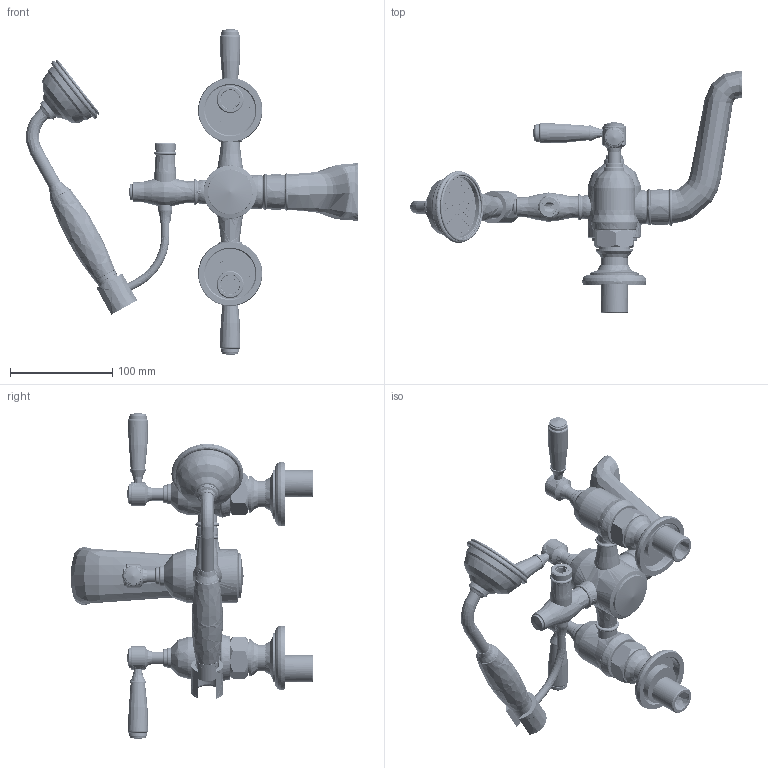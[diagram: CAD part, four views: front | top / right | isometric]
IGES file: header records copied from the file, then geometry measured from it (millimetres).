
Global section: file name: V2K32-C M W GBC; native system: Autodesk Inventor 2018; preprocessor: unknown; author: aduggalther; date: 20180123.080445; units: millimetre
Bounding box: 324.39 x 237.03 x 319.45 mm (x, y, z)
Volume: 713814.6 mm3; surface area: 347047.1 mm2
Topology: 99 solids, 105 shells, 2969 faces, 8453 edges, 5771 vertices
Faces by surface type: bspline 2969
